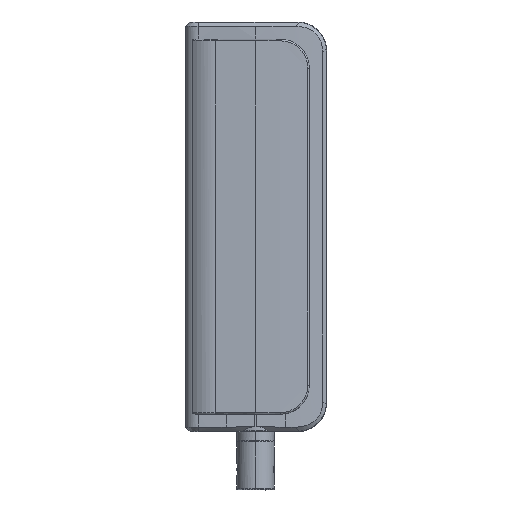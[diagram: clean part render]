
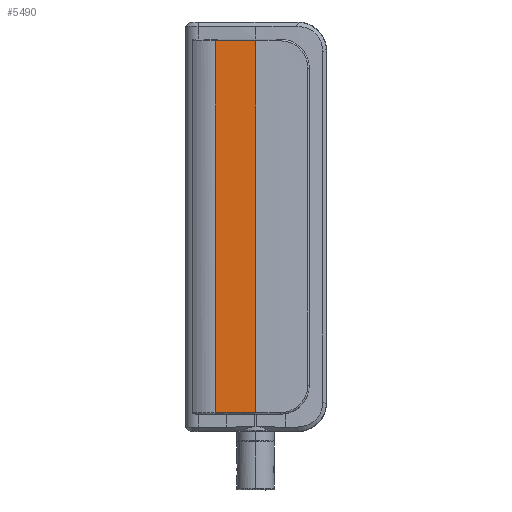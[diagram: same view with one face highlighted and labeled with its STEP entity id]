
A CAD part, top view. The second image highlights one B-rep face of the part: STEP entity #5490.
In plain terms, the highlighted cylindrical face has radius 259.984 mm (diameter 519.967 mm), a partial arc.
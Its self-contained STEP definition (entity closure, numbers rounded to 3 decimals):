
#1660 = CARTESIAN_POINT ( 'NONE',  ( 0., -69.447, 5.666 ) ) ;
#1682 = CARTESIAN_POINT ( 'NONE',  ( 0., -69.947, 5.666 ) ) ;
#2407 = DIRECTION ( 'NONE',  ( 0., 0., 1. ) ) ;
#2557 = CARTESIAN_POINT ( 'NONE',  ( 0., 59.447, 5.666 ) ) ;
#2646 = VERTEX_POINT ( 'NONE', #12067 ) ;
#2668 = DIRECTION ( 'NONE',  ( 0., 1., 0. ) ) ;
#3749 = VERTEX_POINT ( 'NONE', #12489 ) ;
#4124 = CARTESIAN_POINT ( 'NONE',  ( -13.984, 60.029, 5.29 ) ) ;
#4238 = CARTESIAN_POINT ( 'NONE',  ( 0., -69.447, 5.666 ) ) ;
#4381 = ORIENTED_EDGE ( 'NONE', *, *, #9122, .T. ) ;
#4569 = CARTESIAN_POINT ( 'NONE',  ( 0., 59.447, 5.666 ) ) ;
#4590 = VECTOR ( 'NONE', #8973, 1000. ) ;
#5074 = CARTESIAN_POINT ( 'NONE',  ( -13.984, -69.447, 5.29 ) ) ;
#5157 = CARTESIAN_POINT ( 'NONE',  ( -9.327, -69.447, 5.541 ) ) ;
#5206 = LINE ( 'NONE', #4124, #4590 ) ;
#5366 = CARTESIAN_POINT ( 'NONE',  ( -4.664, 59.447, 5.666 ) ) ;
#5377 = ORIENTED_EDGE ( 'NONE', *, *, #6779, .T. ) ;
#5390 = B_SPLINE_CURVE_WITH_KNOTS ( 'NONE', 3,
 ( #5074, #5157, #10016, #4238 ),
 .UNSPECIFIED., .F., .F.,
 ( 4, 4 ),
 ( 0., 0.621 ),
 .UNSPECIFIED. ) ;
#5417 = ORIENTED_EDGE ( 'NONE', *, *, #12205, .F. ) ;
#5440 = CARTESIAN_POINT ( 'NONE',  ( -13.984, 59.447, 5.29 ) ) ;
#5490 = ADVANCED_FACE ( 'NONE', ( #10951 ), #10637, .T. ) ;
#6128 = B_SPLINE_CURVE_WITH_KNOTS ( 'NONE', 3,
 ( #2557, #5366, #11226, #5440 ),
 .UNSPECIFIED., .F., .F.,
 ( 4, 4 ),
 ( 0.379, 1. ),
 .UNSPECIFIED. ) ;
#6157 = AXIS2_PLACEMENT_3D ( 'NONE', #8145, #6217, #2407 ) ;
#6217 = DIRECTION ( 'NONE',  ( 0., 1., 0. ) ) ;
#6779 = EDGE_CURVE ( 'NONE', #9304, #3749, #6128, .T. ) ;
#7606 = ORIENTED_EDGE ( 'NONE', *, *, #11955, .T. ) ;
#8145 = CARTESIAN_POINT ( 'NONE',  ( 0., -69.947, -254.317 ) ) ;
#8341 = LINE ( 'NONE', #1682, #10636 ) ;
#8973 = DIRECTION ( 'NONE',  ( 0., 1., 0. ) ) ;
#9122 = EDGE_CURVE ( 'NONE', #2646, #11405, #5390, .T. ) ;
#9304 = VERTEX_POINT ( 'NONE', #4569 ) ;
#10016 = CARTESIAN_POINT ( 'NONE',  ( -4.664, -69.447, 5.666 ) ) ;
#10636 = VECTOR ( 'NONE', #2668, 1000. ) ;
#10637 = CYLINDRICAL_SURFACE ( 'NONE', #6157, 259.984 ) ;
#10951 = FACE_OUTER_BOUND ( 'NONE', #12050, .T. ) ;
#11226 = CARTESIAN_POINT ( 'NONE',  ( -9.327, 59.447, 5.541 ) ) ;
#11405 = VERTEX_POINT ( 'NONE', #1660 ) ;
#11955 = EDGE_CURVE ( 'NONE', #11405, #9304, #8341, .T. ) ;
#12050 = EDGE_LOOP ( 'NONE', ( #4381, #7606, #5377, #5417 ) ) ;
#12067 = CARTESIAN_POINT ( 'NONE',  ( -13.984, -69.447, 5.29 ) ) ;
#12205 = EDGE_CURVE ( 'NONE', #2646, #3749, #5206, .T. ) ;
#12489 = CARTESIAN_POINT ( 'NONE',  ( -13.984, 59.447, 5.29 ) ) ;
